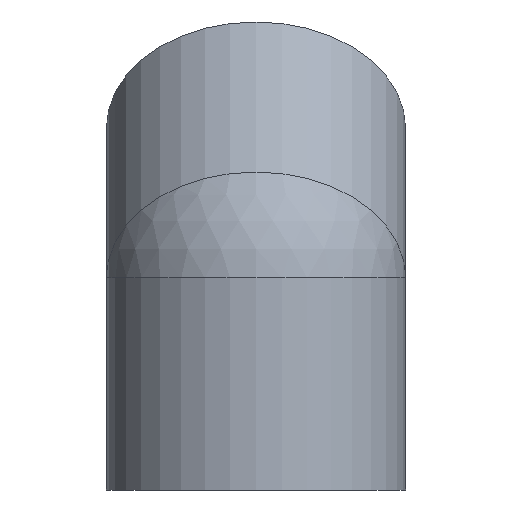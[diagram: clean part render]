
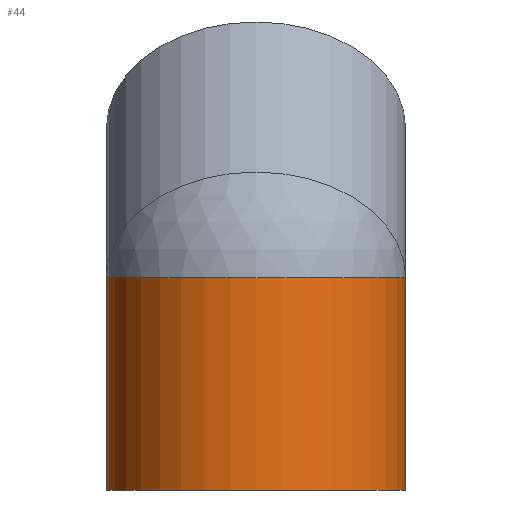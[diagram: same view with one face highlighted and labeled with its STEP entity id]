
A CAD part, left-side view. The second image highlights one B-rep face of the part: STEP entity #44.
In plain terms, the highlighted cylindrical face has radius 21.5 mm (diameter 43 mm), a full revolution.
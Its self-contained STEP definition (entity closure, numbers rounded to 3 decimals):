
#44 = ADVANCED_FACE( '', ( #92, #93 ), #94, .T. );
#92 = FACE_OUTER_BOUND( '', #145, .T. );
#93 = FACE_OUTER_BOUND( '', #146, .T. );
#94 = CYLINDRICAL_SURFACE( '', #147, 21.5 );
#145 = EDGE_LOOP( '', ( #202 ) );
#146 = EDGE_LOOP( '', ( #203, #204 ) );
#147 = AXIS2_PLACEMENT_3D( '', #205, #206, #207 );
#202 = ORIENTED_EDGE( '', *, *, #262, .T. );
#203 = ORIENTED_EDGE( '', *, *, #264, .F. );
#204 = ORIENTED_EDGE( '', *, *, #265, .F. );
#205 = CARTESIAN_POINT( '', ( 0., 0., 10.5 ) );
#206 = DIRECTION( '', ( 0., 0., 1. ) );
#207 = DIRECTION( '', ( -1., 0., 0. ) );
#262 = EDGE_CURVE( '', #293, #293, #294, .T. );
#264 = EDGE_CURVE( '', #296, #297, #298, .F. );
#265 = EDGE_CURVE( '', #297, #296, #299, .T. );
#293 = VERTEX_POINT( '', #331 );
#294 = CIRCLE( '', #332, 21.5 );
#296 = VERTEX_POINT( '', #334 );
#297 = VERTEX_POINT( '', #335 );
#298 = ELLIPSE( '', #336, 23.271, 21.5 );
#299 = CIRCLE( '', #337, 21.5 );
#331 = CARTESIAN_POINT( '', ( 21.5, 0., -20. ) );
#332 = AXIS2_PLACEMENT_3D( '', #372, #373, #374 );
#334 = CARTESIAN_POINT( '', ( 0., -21.5, 10.5 ) );
#335 = CARTESIAN_POINT( '', ( 0., 21.5, 10.5 ) );
#336 = AXIS2_PLACEMENT_3D( '', #375, #376, #377 );
#337 = AXIS2_PLACEMENT_3D( '', #378, #379, #380 );
#372 = CARTESIAN_POINT( '', ( 0., 0., -20. ) );
#373 = DIRECTION( '', ( 0., 0., 1. ) );
#374 = DIRECTION( '', ( 1., 0., 0. ) );
#375 = CARTESIAN_POINT( '', ( 0., 0., 10.5 ) );
#376 = DIRECTION( '', ( -0.383, 0., -0.924 ) );
#377 = DIRECTION( '', ( 0.924, 0., -0.383 ) );
#378 = CARTESIAN_POINT( '', ( 0., 0., 10.5 ) );
#379 = DIRECTION( '', ( 0., 0., 1. ) );
#380 = DIRECTION( '', ( 1., 0., 0. ) );
